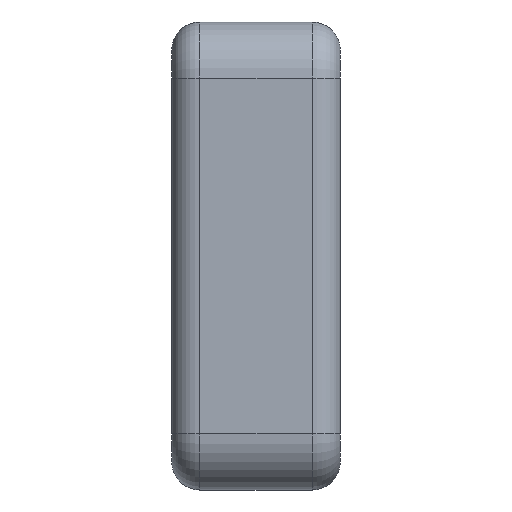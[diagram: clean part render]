
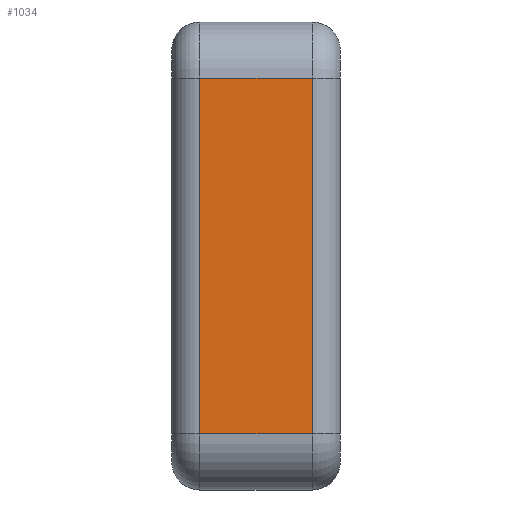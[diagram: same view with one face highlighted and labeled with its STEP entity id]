
A CAD part, left-side view. The second image highlights one B-rep face of the part: STEP entity #1034.
In plain terms, the highlighted planar face has unit normal (-1, 0, 0).
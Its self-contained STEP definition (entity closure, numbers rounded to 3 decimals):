
#48 = AXIS2_PLACEMENT_3D ( 'NONE', #256, #241, #238 ) ;
#180 = EDGE_CURVE ( 'NONE', #839, #844, #597, .T. ) ;
#181 = EDGE_CURVE ( 'NONE', #840, #828, #592, .T. ) ;
#182 = EDGE_CURVE ( 'NONE', #828, #839, #587, .T. ) ;
#184 = EDGE_CURVE ( 'NONE', #844, #840, #1120, .T. ) ;
#238 = DIRECTION ( 'NONE',  ( 0., 0., -1. ) ) ;
#241 = DIRECTION ( 'NONE',  ( 1., 0., 0. ) ) ;
#247 = PLANE ( 'NONE',  #48 ) ;
#256 = CARTESIAN_POINT ( 'NONE',  ( -75., 18., 25. ) ) ;
#334 = FACE_OUTER_BOUND ( 'NONE', #945, .T. ) ;
#337 = CARTESIAN_POINT ( 'NONE',  ( -75., 15., 19. ) ) ;
#345 = CARTESIAN_POINT ( 'NONE',  ( -75., 3., 19. ) ) ;
#361 = CARTESIAN_POINT ( 'NONE',  ( -75., 3., -19. ) ) ;
#380 = CARTESIAN_POINT ( 'NONE',  ( -75., 15., -19. ) ) ;
#581 = VECTOR ( 'NONE', #1075, 1000. ) ;
#584 = VECTOR ( 'NONE', #1077, 1000. ) ;
#586 = VECTOR ( 'NONE', #1081, 1000. ) ;
#587 = LINE ( 'NONE', #1079, #584 ) ;
#588 = VECTOR ( 'NONE', #1082, 1000. ) ;
#592 = LINE ( 'NONE', #1089, #586 ) ;
#597 = LINE ( 'NONE', #1090, #588 ) ;
#664 = ORIENTED_EDGE ( 'NONE', *, *, #180, .T. ) ;
#667 = ORIENTED_EDGE ( 'NONE', *, *, #181, .T. ) ;
#673 = ORIENTED_EDGE ( 'NONE', *, *, #184, .T. ) ;
#676 = ORIENTED_EDGE ( 'NONE', *, *, #182, .T. ) ;
#828 = VERTEX_POINT ( 'NONE', #361 ) ;
#839 = VERTEX_POINT ( 'NONE', #345 ) ;
#840 = VERTEX_POINT ( 'NONE', #380 ) ;
#844 = VERTEX_POINT ( 'NONE', #337 ) ;
#945 = EDGE_LOOP ( 'NONE', ( #664, #673, #667, #676 ) ) ;
#1034 = ADVANCED_FACE ( 'NONE', ( #334 ), #247, .F. ) ;
#1075 = DIRECTION ( 'NONE',  ( 0., 0., -1. ) ) ;
#1076 = CARTESIAN_POINT ( 'NONE',  ( -75., 15., -19. ) ) ;
#1077 = DIRECTION ( 'NONE',  ( 0., 0., 1. ) ) ;
#1079 = CARTESIAN_POINT ( 'NONE',  ( -75., 3., 25. ) ) ;
#1081 = DIRECTION ( 'NONE',  ( 0., -1., 0. ) ) ;
#1082 = DIRECTION ( 'NONE',  ( 0., 1., 0. ) ) ;
#1089 = CARTESIAN_POINT ( 'NONE',  ( -75., 18., -19. ) ) ;
#1090 = CARTESIAN_POINT ( 'NONE',  ( -75., 18., 19. ) ) ;
#1120 = LINE ( 'NONE', #1076, #581 ) ;
